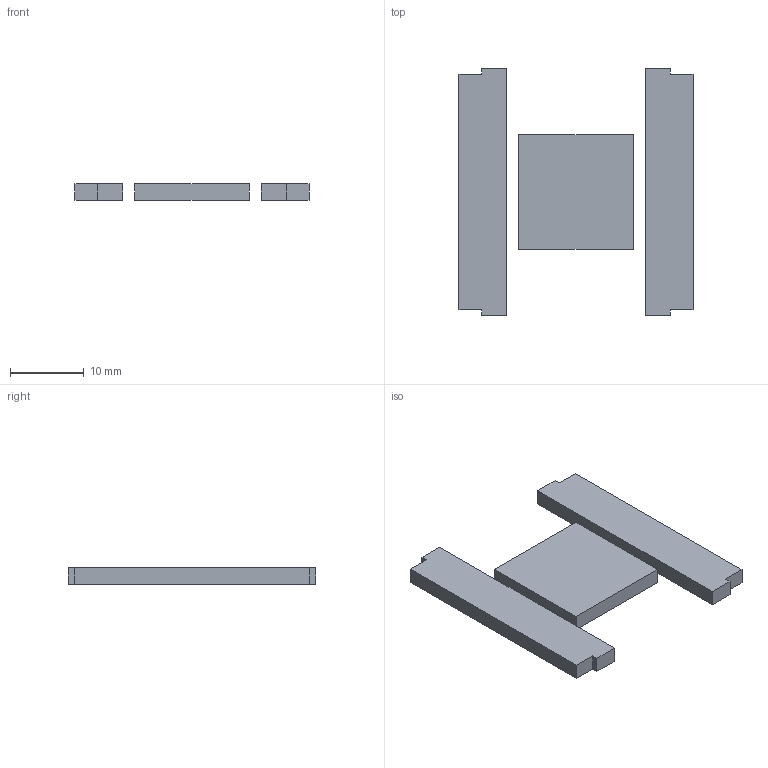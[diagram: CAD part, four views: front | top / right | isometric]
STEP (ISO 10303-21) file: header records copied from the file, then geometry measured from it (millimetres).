
FILE_DESCRIPTION(('Open CASCADE Model'),'2;1');
FILE_NAME('Open CASCADE Shape Model','2024-11-24T19:41:04',('Author'),( 'Open CASCADE'),'Open CASCADE STEP processor 7.7','Open CASCADE 7.7' ,'Unknown');
FILE_SCHEMA(('AUTOMOTIVE_DESIGN { 1 0 10303 214 1 1 1 1 }'));
Length unit declared in the file: millimetre
Products named in the file (5): Open CASCADE STEP translator 7.7 18; Open CASCADE STEP translator 7.7 18.1; Open CASCADE STEP translator 7.7 18.1.1; Open CASCADE STEP translator 7.7 18.1.2; Open CASCADE STEP translator 7.7 18.1.3
Assembly tree (4 placements, depth 3):
  Open CASCADE STEP translator 7.7 18
    Open CASCADE STEP translator 7.7 18.1
      Open CASCADE STEP translator 7.7 18.1.1
      Open CASCADE STEP translator 7.7 18.1.2
      Open CASCADE STEP translator 7.7 18.1.3
Bounding box: 31.8 x 33.6 x 2.2 mm (x, y, z)
Volume: 1474.5 mm3; surface area: 1830.6 mm2
Topology: 3 solids, 3 shells, 26 faces, 60 edges, 40 vertices
Faces by surface type: plane 26
Entity records: 1582 total; most frequent: CARTESIAN_POINT 251, DIRECTION 242, LINE 180, VECTOR 180, ORIENTED_EDGE 120, PCURVE 120, DEFINITIONAL_REPRESENTATION 120, EDGE_CURVE 60
